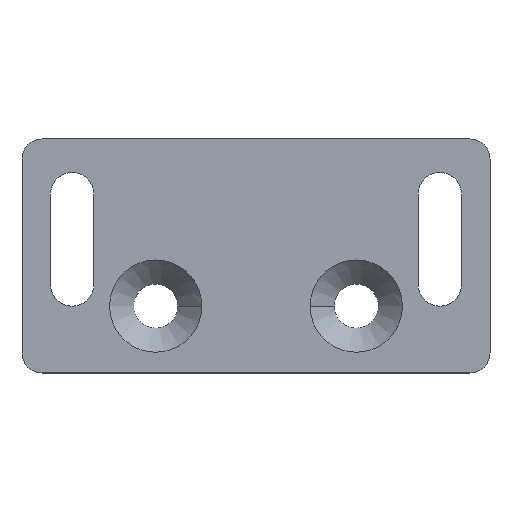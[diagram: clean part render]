
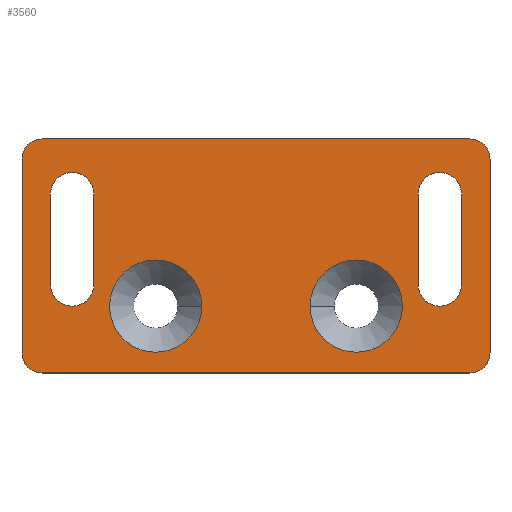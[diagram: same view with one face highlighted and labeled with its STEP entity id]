
A CAD part, top view. The second image highlights one B-rep face of the part: STEP entity #3560.
In plain terms, the highlighted face is planar.
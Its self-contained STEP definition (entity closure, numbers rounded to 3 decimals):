
#1790=CARTESIAN_POINT('',(15.,-10.,7.5));
#1800=DIRECTION('',(-0.,-1.,-0.));
#1810=DIRECTION('',(-1.,0.,0.));
#1820=AXIS2_PLACEMENT_3D('',#1790,#1800,#1810);
#1830=PLANE('',#1820);
#1840=CARTESIAN_POINT('',(30.,-10.,0.));
#1850=DIRECTION('',(0.,-1.,0.));
#1860=DIRECTION('',(1.,0.,0.));
#1870=AXIS2_PLACEMENT_3D('',#1840,#1850,#1860);
#1880=CIRCLE('',#1870,6.9);
#1890=CARTESIAN_POINT('',(36.9,-10.,0.));
#1900=VERTEX_POINT('',#1890);
#1910=CARTESIAN_POINT('',(23.1,-10.,0.));
#1920=VERTEX_POINT('',#1910);
#1930=EDGE_CURVE('',#1900,#1920,#1880,.T.);
#1940=ORIENTED_EDGE('',*,*,#1930,.F.);
#1950=EDGE_CURVE('',#1920,#1900,#1880,.T.);
#1960=ORIENTED_EDGE('',*,*,#1950,.F.);
#1970=EDGE_LOOP('',(#1960,#1940));
#1980=FACE_BOUND('',#1970,.T.);
#1990=CARTESIAN_POINT('',(45.75,-10.,7.5));
#2000=DIRECTION('',(0.,0.,1.));
#2010=VECTOR('',#2000,1.);
#2020=LINE('',#1990,#2010);
#2030=CARTESIAN_POINT('',(45.75,-10.,3.25));
#2040=VERTEX_POINT('',#2030);
#2050=CARTESIAN_POINT('',(45.75,-10.,16.75));
#2060=VERTEX_POINT('',#2050);
#2070=EDGE_CURVE('',#2040,#2060,#2020,.T.);
#2080=ORIENTED_EDGE('',*,*,#2070,.F.);
#2090=CARTESIAN_POINT('',(42.5,-10.,16.75));
#2100=DIRECTION('',(0.,1.,0.));
#2110=DIRECTION('',(1.,0.,0.));
#2120=AXIS2_PLACEMENT_3D('',#2090,#2100,#2110);
#2130=CIRCLE('',#2120,3.25);
#2140=CARTESIAN_POINT('',(39.25,-10.,16.75));
#2150=VERTEX_POINT('',#2140);
#2160=EDGE_CURVE('',#2150,#2060,#2130,.T.);
#2170=ORIENTED_EDGE('',*,*,#2160,.T.);
#2180=CARTESIAN_POINT('',(39.25,-10.,7.5));
#2190=DIRECTION('',(0.,0.,-1.));
#2200=VECTOR('',#2190,1.);
#2210=LINE('',#2180,#2200);
#2220=CARTESIAN_POINT('',(39.25,-10.,3.25));
#2230=VERTEX_POINT('',#2220);
#2240=EDGE_CURVE('',#2150,#2230,#2210,.T.);
#2250=ORIENTED_EDGE('',*,*,#2240,.F.);
#2260=CARTESIAN_POINT('',(42.5,-10.,3.25));
#2270=DIRECTION('',(0.,1.,0.));
#2280=DIRECTION('',(1.,0.,0.));
#2290=AXIS2_PLACEMENT_3D('',#2260,#2270,#2280);
#2300=CIRCLE('',#2290,3.25);
#2310=EDGE_CURVE('',#2040,#2230,#2300,.T.);
#2320=ORIENTED_EDGE('',*,*,#2310,.T.);
#2330=EDGE_LOOP('',(#2320,#2250,#2170,#2080));
#2340=FACE_BOUND('',#2330,.T.);
#2350=CARTESIAN_POINT('',(0.,-10.,0.));
#2360=DIRECTION('',(0.,-1.,0.));
#2370=DIRECTION('',(1.,0.,0.));
#2380=AXIS2_PLACEMENT_3D('',#2350,#2360,#2370);
#2390=CIRCLE('',#2380,6.9);
#2400=CARTESIAN_POINT('',(6.9,-10.,0.));
#2410=VERTEX_POINT('',#2400);
#2420=CARTESIAN_POINT('',(-6.9,-10.,0.));
#2430=VERTEX_POINT('',#2420);
#2440=EDGE_CURVE('',#2410,#2430,#2390,.T.);
#2450=ORIENTED_EDGE('',*,*,#2440,.F.);
#2460=EDGE_CURVE('',#2430,#2410,#2390,.T.);
#2470=ORIENTED_EDGE('',*,*,#2460,.F.);
#2480=EDGE_LOOP('',(#2470,#2450));
#2490=FACE_BOUND('',#2480,.T.);
#2500=CARTESIAN_POINT('',(-15.75,-10.,7.5));
#2510=DIRECTION('',(0.,0.,-1.));
#2520=VECTOR('',#2510,1.);
#2530=LINE('',#2500,#2520);
#2540=CARTESIAN_POINT('',(-15.75,-10.,16.75));
#2550=VERTEX_POINT('',#2540);
#2560=CARTESIAN_POINT('',(-15.75,-10.,3.25));
#2570=VERTEX_POINT('',#2560);
#2580=EDGE_CURVE('',#2550,#2570,#2530,.T.);
#2590=ORIENTED_EDGE('',*,*,#2580,.F.);
#2600=CARTESIAN_POINT('',(-12.5,-10.,3.25));
#2610=DIRECTION('',(0.,1.,0.));
#2620=DIRECTION('',(1.,0.,0.));
#2630=AXIS2_PLACEMENT_3D('',#2600,#2610,#2620);
#2640=CIRCLE('',#2630,3.25);
#2650=CARTESIAN_POINT('',(-9.25,-10.,3.25));
#2660=VERTEX_POINT('',#2650);
#2670=EDGE_CURVE('',#2660,#2570,#2640,.T.);
#2680=ORIENTED_EDGE('',*,*,#2670,.T.);
#2690=CARTESIAN_POINT('',(-9.25,-10.,7.5));
#2700=DIRECTION('',(0.,0.,1.));
#2710=VECTOR('',#2700,1.);
#2720=LINE('',#2690,#2710);
#2730=CARTESIAN_POINT('',(-9.25,-10.,16.75));
#2740=VERTEX_POINT('',#2730);
#2750=EDGE_CURVE('',#2660,#2740,#2720,.T.);
#2760=ORIENTED_EDGE('',*,*,#2750,.F.);
#2770=CARTESIAN_POINT('',(-12.5,-10.,16.75));
#2780=DIRECTION('',(0.,1.,0.));
#2790=DIRECTION('',(1.,0.,0.));
#2800=AXIS2_PLACEMENT_3D('',#2770,#2780,#2790);
#2810=CIRCLE('',#2800,3.25);
#2820=EDGE_CURVE('',#2550,#2740,#2810,.T.);
#2830=ORIENTED_EDGE('',*,*,#2820,.T.);
#2840=EDGE_LOOP('',(#2830,#2760,#2680,#2590));
#2850=FACE_BOUND('',#2840,.T.);
#2860=CARTESIAN_POINT('',(-17.,-10.,22.));
#2870=DIRECTION('',(0.,-1.,0.));
#2880=DIRECTION('',(1.,0.,0.));
#2890=AXIS2_PLACEMENT_3D('',#2860,#2870,#2880);
#2900=CIRCLE('',#2890,3.);
#2910=CARTESIAN_POINT('',(-17.,-10.,25.));
#2920=VERTEX_POINT('',#2910);
#2930=CARTESIAN_POINT('',(-20.,-10.,22.));
#2940=VERTEX_POINT('',#2930);
#2950=EDGE_CURVE('',#2920,#2940,#2900,.T.);
#2960=ORIENTED_EDGE('',*,*,#2950,.T.);
#2970=CARTESIAN_POINT('',(50.,-10.,25.));
#2980=DIRECTION('',(-1.,0.,0.));
#2990=VECTOR('',#2980,1.);
#3000=LINE('',#2970,#2990);
#3010=CARTESIAN_POINT('',(47.,-10.,25.));
#3020=VERTEX_POINT('',#3010);
#3030=EDGE_CURVE('',#3020,#2920,#3000,.T.);
#3040=ORIENTED_EDGE('',*,*,#3030,.T.);
#3050=CARTESIAN_POINT('',(47.,-10.,22.));
#3060=DIRECTION('',(0.,-1.,0.));
#3070=DIRECTION('',(1.,0.,0.));
#3080=AXIS2_PLACEMENT_3D('',#3050,#3060,#3070);
#3090=CIRCLE('',#3080,3.);
#3100=CARTESIAN_POINT('',(50.,-10.,22.));
#3110=VERTEX_POINT('',#3100);
#3120=EDGE_CURVE('',#3110,#3020,#3090,.T.);
#3130=ORIENTED_EDGE('',*,*,#3120,.T.);
#3140=CARTESIAN_POINT('',(50.,-10.,-10.));
#3150=DIRECTION('',(0.,0.,1.));
#3160=VECTOR('',#3150,1.);
#3170=LINE('',#3140,#3160);
#3180=CARTESIAN_POINT('',(50.,-10.,-7.));
#3190=VERTEX_POINT('',#3180);
#3200=EDGE_CURVE('',#3190,#3110,#3170,.T.);
#3210=ORIENTED_EDGE('',*,*,#3200,.T.);
#3220=CARTESIAN_POINT('',(47.,-10.,-7.));
#3230=DIRECTION('',(0.,1.,0.));
#3240=DIRECTION('',(-1.,0.,0.));
#3250=AXIS2_PLACEMENT_3D('',#3220,#3230,#3240);
#3260=CIRCLE('',#3250,3.);
#3270=CARTESIAN_POINT('',(47.,-10.,-10.));
#3280=VERTEX_POINT('',#3270);
#3290=EDGE_CURVE('',#3190,#3280,#3260,.T.);
#3300=ORIENTED_EDGE('',*,*,#3290,.F.);
#3310=CARTESIAN_POINT('',(-20.,-10.,-10.));
#3320=DIRECTION('',(1.,0.,0.));
#3330=VECTOR('',#3320,1.);
#3340=LINE('',#3310,#3330);
#3350=CARTESIAN_POINT('',(-17.,-10.,-10.));
#3360=VERTEX_POINT('',#3350);
#3370=EDGE_CURVE('',#3360,#3280,#3340,.T.);
#3380=ORIENTED_EDGE('',*,*,#3370,.T.);
#3390=CARTESIAN_POINT('',(-17.,-10.,-7.));
#3400=DIRECTION('',(0.,-1.,0.));
#3410=DIRECTION('',(1.,0.,0.));
#3420=AXIS2_PLACEMENT_3D('',#3390,#3400,#3410);
#3430=CIRCLE('',#3420,3.);
#3440=CARTESIAN_POINT('',(-20.,-10.,-7.));
#3450=VERTEX_POINT('',#3440);
#3460=EDGE_CURVE('',#3450,#3360,#3430,.T.);
#3470=ORIENTED_EDGE('',*,*,#3460,.T.);
#3480=CARTESIAN_POINT('',(-20.,-10.,25.));
#3490=DIRECTION('',(0.,0.,-1.));
#3500=VECTOR('',#3490,1.);
#3510=LINE('',#3480,#3500);
#3520=EDGE_CURVE('',#2940,#3450,#3510,.T.);
#3530=ORIENTED_EDGE('',*,*,#3520,.T.);
#3540=EDGE_LOOP('',(#3530,#3470,#3380,#3300,#3210,#3130,#3040,#2960));
#3550=FACE_OUTER_BOUND('',#3540,.T.);
#3560=ADVANCED_FACE('',(#1980,#2340,#2490,#2850,#3550),#1830,.T.);
